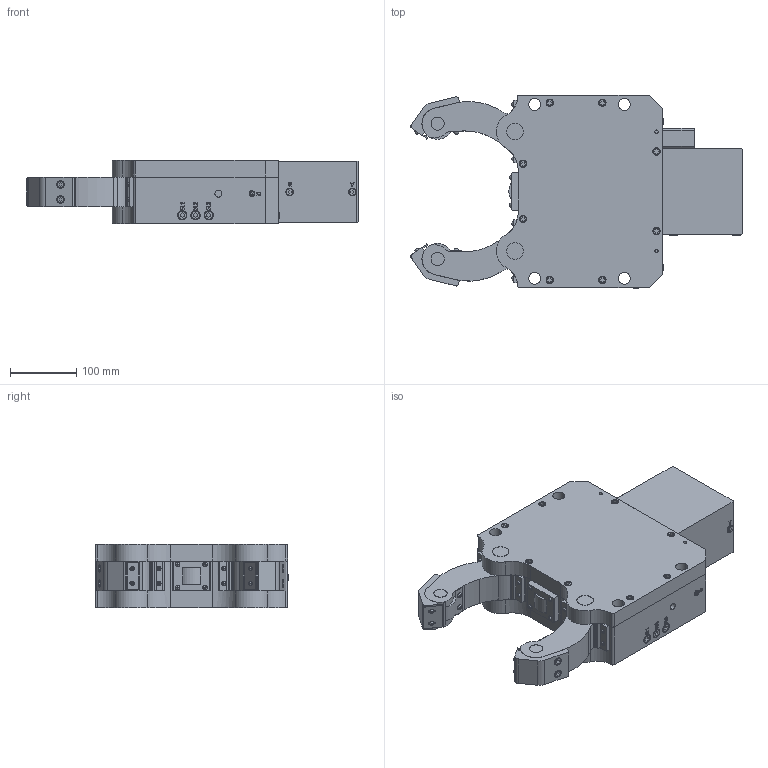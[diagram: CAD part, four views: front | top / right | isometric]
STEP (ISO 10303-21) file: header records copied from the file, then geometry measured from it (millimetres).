
FILE_DESCRIPTION (( 'STEP AP203' ), '1' );
FILE_NAME ('SRR-03.STEP', '2024-05-27T07:39:14', ( '' ), ( '' ), 'SwSTEP 2.0', 'SolidWorks 2020', '' );
FILE_SCHEMA (( 'CONFIG_CONTROL_DESIGN' ));
Length unit declared in the file: millimetre
Products named in the file (1): SRR-03
Bounding box: 500.61 x 292 x 95 mm (x, y, z)
Volume: 8106202 mm3; surface area: 647818.8 mm2
Topology: 71 solids, 72 shells, 1420 faces, 3443 edges, 2221 vertices
Faces by surface type: plane 862, cylinder 288, cone 148, bspline 82, sphere 40
Entity records: 41601 total; most frequent: CARTESIAN_POINT 8228, DIRECTION 6810, ORIENTED_EDGE 6786, EDGE_CURVE 3393, VECTOR 2300, LINE 2300, AXIS2_PLACEMENT_3D 2255, VERTEX_POINT 2221
